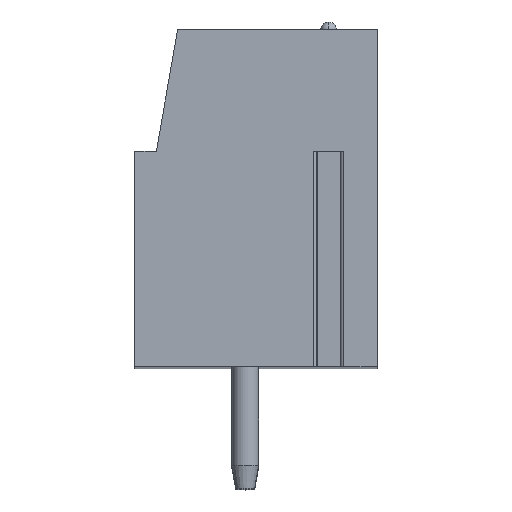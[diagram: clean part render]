
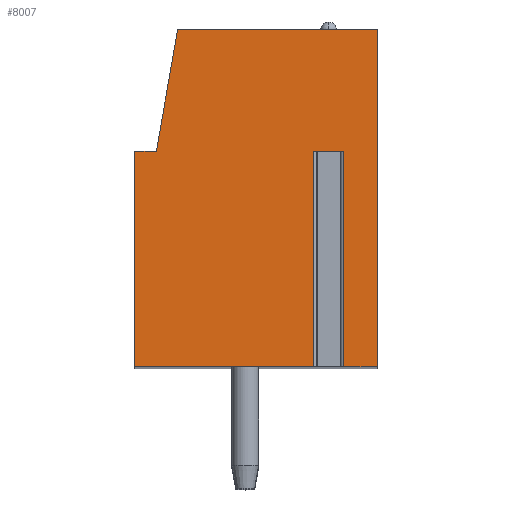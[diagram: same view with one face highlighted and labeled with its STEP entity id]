
A CAD part, top view. The second image highlights one B-rep face of the part: STEP entity #8007.
In plain terms, the highlighted planar face has unit normal (0, 0, 1).
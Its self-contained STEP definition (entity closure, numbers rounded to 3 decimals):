
#13=DIRECTION('',(-1.,0.,0.));
#14=VECTOR('',#13,1.112);
#15=CARTESIAN_POINT('',(3.256,1.75,43.18));
#16=LINE('',#15,#14);
#17=DIRECTION('',(0.,-1.,0.));
#18=VECTOR('',#17,8.);
#19=CARTESIAN_POINT('',(2.144,1.75,43.18));
#20=LINE('',#19,#18);
#21=DIRECTION('',(1.,0.,0.));
#22=VECTOR('',#21,6.644);
#23=CARTESIAN_POINT('',(-4.5,-6.25,43.18));
#24=LINE('',#23,#22);
#25=DIRECTION('',(0.,-1.,0.));
#26=VECTOR('',#25,8.);
#27=CARTESIAN_POINT('',(-4.5,1.75,43.18));
#28=LINE('',#27,#26);
#29=DIRECTION('',(-1.,0.,0.));
#30=VECTOR('',#29,0.8);
#31=CARTESIAN_POINT('',(-3.7,1.75,43.18));
#32=LINE('',#31,#30);
#33=DIRECTION('',(-0.174,-0.985,0.));
#34=VECTOR('',#33,4.569);
#35=CARTESIAN_POINT('',(-2.907,6.25,43.18));
#36=LINE('',#35,#34);
#37=DIRECTION('',(-1.,0.,0.));
#38=VECTOR('',#37,7.407);
#39=CARTESIAN_POINT('',(4.5,6.25,43.18));
#40=LINE('',#39,#38);
#41=DIRECTION('',(0.,1.,0.));
#42=VECTOR('',#41,12.5);
#43=CARTESIAN_POINT('',(4.5,-6.25,43.18));
#44=LINE('',#43,#42);
#45=DIRECTION('',(1.,0.,0.));
#46=VECTOR('',#45,1.244);
#47=CARTESIAN_POINT('',(3.256,-6.25,43.18));
#48=LINE('',#47,#46);
#49=DIRECTION('',(0.,-1.,0.));
#50=VECTOR('',#49,8.);
#51=CARTESIAN_POINT('',(3.256,1.75,43.18));
#52=LINE('',#51,#50);
#6298=CARTESIAN_POINT('',(-3.7,1.75,43.18));
#6299=CARTESIAN_POINT('',(-4.5,1.75,43.18));
#6300=VERTEX_POINT('',#6298);
#6301=VERTEX_POINT('',#6299);
#6302=CARTESIAN_POINT('',(-4.5,-6.25,43.18));
#6303=VERTEX_POINT('',#6302);
#6304=CARTESIAN_POINT('',(4.5,-6.25,43.18));
#6305=CARTESIAN_POINT('',(4.5,6.25,43.18));
#6306=VERTEX_POINT('',#6304);
#6307=VERTEX_POINT('',#6305);
#6308=CARTESIAN_POINT('',(-2.907,6.25,43.18));
#6309=VERTEX_POINT('',#6308);
#6358=CARTESIAN_POINT('',(3.256,1.75,43.18));
#6359=CARTESIAN_POINT('',(2.144,1.75,43.18));
#6360=VERTEX_POINT('',#6358);
#6361=VERTEX_POINT('',#6359);
#6362=CARTESIAN_POINT('',(2.144,-6.25,43.18));
#6363=VERTEX_POINT('',#6362);
#6364=CARTESIAN_POINT('',(3.256,-6.25,43.18));
#6365=VERTEX_POINT('',#6364);
#7980=CARTESIAN_POINT('',(0.,0.,43.18));
#7981=DIRECTION('',(0.,0.,1.));
#7982=DIRECTION('',(1.,0.,0.));
#7983=AXIS2_PLACEMENT_3D('',#7980,#7981,#7982);
#7984=PLANE('',#7983);
#7986=ORIENTED_EDGE('',*,*,#7985,.T.);
#7988=ORIENTED_EDGE('',*,*,#7987,.T.);
#7990=ORIENTED_EDGE('',*,*,#7989,.F.);
#7992=ORIENTED_EDGE('',*,*,#7991,.F.);
#7994=ORIENTED_EDGE('',*,*,#7993,.F.);
#7996=ORIENTED_EDGE('',*,*,#7995,.F.);
#7998=ORIENTED_EDGE('',*,*,#7997,.F.);
#8000=ORIENTED_EDGE('',*,*,#7999,.F.);
#8002=ORIENTED_EDGE('',*,*,#8001,.F.);
#8004=ORIENTED_EDGE('',*,*,#8003,.F.);
#8005=EDGE_LOOP('',(#7986,#7988,#7990,#7992,#7994,#7996,#7998,#8000,#8002,
#8004));
#8006=FACE_OUTER_BOUND('',#8005,.F.);
#7985=EDGE_CURVE('',#6360,#6361,#16,.T.);
#7987=EDGE_CURVE('',#6361,#6363,#20,.T.);
#7989=EDGE_CURVE('',#6303,#6363,#24,.T.);
#7991=EDGE_CURVE('',#6301,#6303,#28,.T.);
#7993=EDGE_CURVE('',#6300,#6301,#32,.T.);
#7995=EDGE_CURVE('',#6309,#6300,#36,.T.);
#7997=EDGE_CURVE('',#6307,#6309,#40,.T.);
#7999=EDGE_CURVE('',#6306,#6307,#44,.T.);
#8001=EDGE_CURVE('',#6365,#6306,#48,.T.);
#8003=EDGE_CURVE('',#6360,#6365,#52,.T.);
#8007=ADVANCED_FACE('',(#8006),#7984,.T.);
